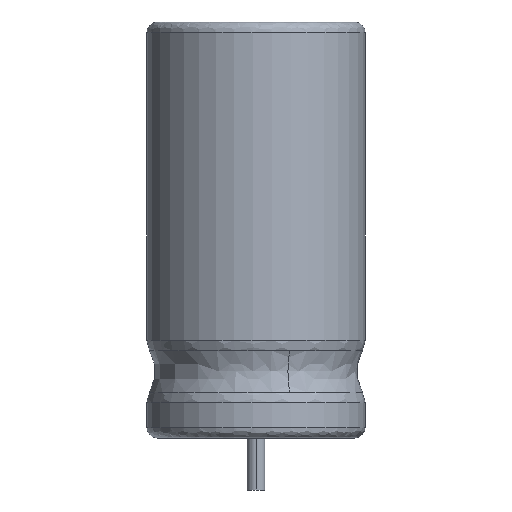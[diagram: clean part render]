
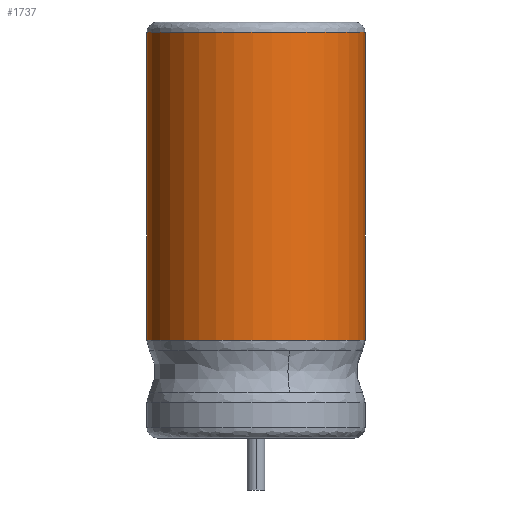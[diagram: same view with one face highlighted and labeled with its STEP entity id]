
A CAD part, left-side view. The second image highlights one B-rep face of the part: STEP entity #1737.
In plain terms, the highlighted cylindrical face has radius 3.15 mm (diameter 6.3 mm), a partial arc.
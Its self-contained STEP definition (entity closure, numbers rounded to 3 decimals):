
#95 = AXIS2_PLACEMENT_3D ( 'NONE', #368, #3188, #1280 ) ;
#137 = VECTOR ( 'NONE', #1008, 1000. ) ;
#202 = DIRECTION ( 'NONE',  ( 0., 0., -1. ) ) ;
#217 = CARTESIAN_POINT ( 'NONE',  ( 2.96, 1.077, 7.221 ) ) ;
#325 = ORIENTED_EDGE ( 'NONE', *, *, #1611, .T. ) ;
#364 = VERTEX_POINT ( 'NONE', #3523 ) ;
#368 = CARTESIAN_POINT ( 'NONE',  ( 0., 0., 7.221 ) ) ;
#715 = CARTESIAN_POINT ( 'NONE',  ( 2.96, 1.077, 1.567 ) ) ;
#722 = AXIS2_PLACEMENT_3D ( 'NONE', #2679, #2670, #2952 ) ;
#835 = VERTEX_POINT ( 'NONE', #2208 ) ;
#848 = CARTESIAN_POINT ( 'NONE',  ( 2.96, -1.077, 1.567 ) ) ;
#1008 = DIRECTION ( 'NONE',  ( 0., 0., -1. ) ) ;
#1060 = VERTEX_POINT ( 'NONE', #217 ) ;
#1132 = CYLINDRICAL_SURFACE ( 'NONE', #722, 3.15 ) ;
#1241 = EDGE_CURVE ( 'NONE', #364, #2659, #3823, .T. ) ;
#1250 = EDGE_LOOP ( 'NONE', ( #325, #3508, #3824, #3804 ) ) ;
#1257 = VECTOR ( 'NONE', #202, 1000. ) ;
#1280 = DIRECTION ( 'NONE',  ( 1., 0., 0. ) ) ;
#1434 = LINE ( 'NONE', #848, #1257 ) ;
#1580 = CIRCLE ( 'NONE', #95, 3.15 ) ;
#1611 = EDGE_CURVE ( 'NONE', #835, #1060, #1580, .T. ) ;
#1710 = EDGE_CURVE ( 'NONE', #835, #2659, #1434, .T. ) ;
#1737 = ADVANCED_FACE ( 'NONE', ( #2991 ), #1132, .T. ) ;
#2208 = CARTESIAN_POINT ( 'NONE',  ( 2.96, -1.077, 7.221 ) ) ;
#2659 = VERTEX_POINT ( 'NONE', #2720 ) ;
#2670 = DIRECTION ( 'NONE',  ( 0., 0., 1. ) ) ;
#2679 = CARTESIAN_POINT ( 'NONE',  ( 0., 0., 2.841 ) ) ;
#2720 = CARTESIAN_POINT ( 'NONE',  ( 2.96, -1.077, -1.661 ) ) ;
#2754 = DIRECTION ( 'NONE',  ( 0., 0., 1. ) ) ;
#2763 = EDGE_CURVE ( 'NONE', #1060, #364, #2883, .T. ) ;
#2883 = LINE ( 'NONE', #715, #137 ) ;
#2952 = DIRECTION ( 'NONE',  ( 1., 0., 0. ) ) ;
#2991 = FACE_OUTER_BOUND ( 'NONE', #1250, .T. ) ;
#3066 = CARTESIAN_POINT ( 'NONE',  ( 0., 0., -1.661 ) ) ;
#3188 = DIRECTION ( 'NONE',  ( 0., 0., -1. ) ) ;
#3377 = AXIS2_PLACEMENT_3D ( 'NONE', #3066, #2754, #3977 ) ;
#3508 = ORIENTED_EDGE ( 'NONE', *, *, #2763, .T. ) ;
#3523 = CARTESIAN_POINT ( 'NONE',  ( 2.96, 1.077, -1.661 ) ) ;
#3804 = ORIENTED_EDGE ( 'NONE', *, *, #1710, .F. ) ;
#3823 = CIRCLE ( 'NONE', #3377, 3.15 ) ;
#3824 = ORIENTED_EDGE ( 'NONE', *, *, #1241, .T. ) ;
#3977 = DIRECTION ( 'NONE',  ( 1., 0., 0. ) ) ;
